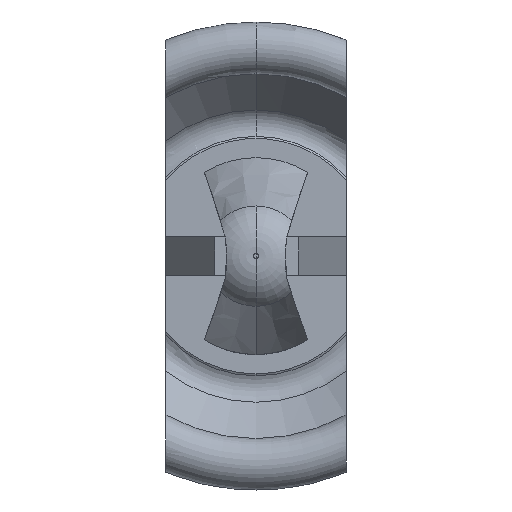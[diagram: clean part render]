
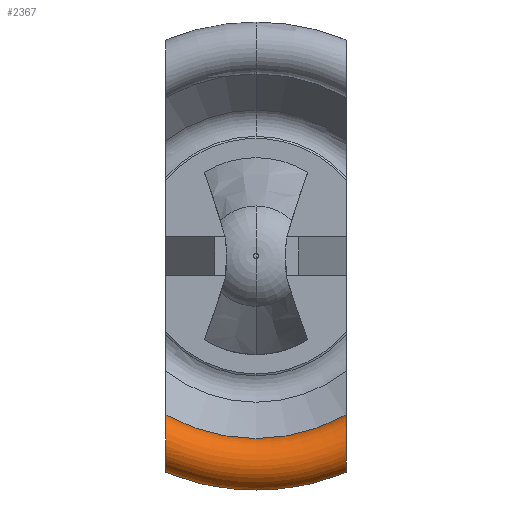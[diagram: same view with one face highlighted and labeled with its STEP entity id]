
A CAD part, left-side view. The second image highlights one B-rep face of the part: STEP entity #2367.
In plain terms, the highlighted toroidal (fillet/blend) face has major radius 6.452 mm and minor radius 0.8 mm.
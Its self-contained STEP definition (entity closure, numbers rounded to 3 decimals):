
#33 = CARTESIAN_POINT ( 'NONE',  ( -373.155, -47.123, -4.937 ) ) ;
#71 = CARTESIAN_POINT ( 'NONE',  ( -373.661, -47.123, -6.248 ) ) ;
#103 = CARTESIAN_POINT ( 'NONE',  ( -373.356, -52.723, -6.569 ) ) ;
#157 = VERTEX_POINT ( 'NONE', #6295 ) ;
#355 = CARTESIAN_POINT ( 'NONE',  ( -372.934, -47.123, -4.91 ) ) ;
#370 = CARTESIAN_POINT ( 'NONE',  ( -372.934, -49.923, 0. ) ) ;
#561 = CARTESIAN_POINT ( 'NONE',  ( -373.736, -47.123, -6.025 ) ) ;
#661 = CARTESIAN_POINT ( 'NONE',  ( -373.355, -47.123, -6.569 ) ) ;
#731 = DIRECTION ( 'NONE',  ( 0., 0., 1. ) ) ;
#739 = CARTESIAN_POINT ( 'NONE',  ( -372.934, -52.723, -6.69 ) ) ;
#1025 = CARTESIAN_POINT ( 'NONE',  ( -373.732, -52.723, -5.581 ) ) ;
#1062 = CARTESIAN_POINT ( 'NONE',  ( -373.655, -47.123, -5.362 ) ) ;
#1067 = CARTESIAN_POINT ( 'NONE',  ( -372.934, -47.123, -6.69 ) ) ;
#1292 = CARTESIAN_POINT ( 'NONE',  ( -372.934, -49.923, 0. ) ) ;
#1344 = CARTESIAN_POINT ( 'NONE',  ( -373.045, -47.123, -6.69 ) ) ;
#1449 = B_SPLINE_CURVE_WITH_KNOTS ( 'NONE', 3,
 ( #1524, #2542, #33, #2045, #5122, #1062, #5089, #561, #71, #4168, #661, #5719, #1344, #3714 ),
 .UNSPECIFIED., .F., .F.,
 ( 4, 2, 2, 2, 2, 2, 4 ),
 ( 0.003, 0.004, 0.004, 0.005, 0.005, 0.006, 0.006 ),
 .UNSPECIFIED. ) ;
#1486 = CIRCLE ( 'NONE', #6237, 5.652 ) ;
#1495 = CARTESIAN_POINT ( 'NONE',  ( -373.156, -52.723, -6.664 ) ) ;
#1497 = DIRECTION ( 'NONE',  ( -1., 0., 0. ) ) ;
#1524 = CARTESIAN_POINT ( 'NONE',  ( -372.934, -47.123, -4.91 ) ) ;
#1550 = EDGE_CURVE ( 'NONE', #6319, #157, #1486, .T. ) ;
#1721 = FACE_OUTER_BOUND ( 'NONE', #5310, .T. ) ;
#1919 = CARTESIAN_POINT ( 'NONE',  ( -373.045, -52.723, -6.69 ) ) ;
#1987 = EDGE_CURVE ( 'NONE', #5903, #157, #6027, .T. ) ;
#2045 = CARTESIAN_POINT ( 'NONE',  ( -373.353, -47.123, -5.036 ) ) ;
#2084 = CARTESIAN_POINT ( 'NONE',  ( -373.44, -52.723, -5.107 ) ) ;
#2119 = EDGE_CURVE ( 'NONE', #6319, #2262, #1449, .T. ) ;
#2121 = CARTESIAN_POINT ( 'NONE',  ( -372.934, -52.723, -4.91 ) ) ;
#2122 = CARTESIAN_POINT ( 'NONE',  ( -372.934, -49.923, 0. ) ) ;
#2251 = ORIENTED_EDGE ( 'NONE', *, *, #1987, .T. ) ;
#2262 = VERTEX_POINT ( 'NONE', #1067 ) ;
#2367 = ADVANCED_FACE ( 'NONE', ( #1721 ), #2888, .T. ) ;
#2451 = DIRECTION ( 'NONE',  ( -1., 0., 0. ) ) ;
#2542 = CARTESIAN_POINT ( 'NONE',  ( -373.044, -47.123, -4.91 ) ) ;
#2862 = DIRECTION ( 'NONE',  ( 0., 0., 1. ) ) ;
#2888 = TOROIDAL_SURFACE ( 'NONE', #5105, 6.452, 0.8 ) ;
#3087 = DIRECTION ( 'NONE',  ( 0., 0., 1. ) ) ;
#3179 = ORIENTED_EDGE ( 'NONE', *, *, #1550, .F. ) ;
#3592 = AXIS2_PLACEMENT_3D ( 'NONE', #2122, #1497, #3087 ) ;
#3714 = CARTESIAN_POINT ( 'NONE',  ( -372.934, -47.123, -6.69 ) ) ;
#4139 = CARTESIAN_POINT ( 'NONE',  ( -373.737, -52.723, -6.022 ) ) ;
#4168 = CARTESIAN_POINT ( 'NONE',  ( -373.444, -47.123, -6.5 ) ) ;
#4497 = EDGE_CURVE ( 'NONE', #2262, #5903, #4644, .T. ) ;
#4533 = CARTESIAN_POINT ( 'NONE',  ( -373.352, -52.723, -5.035 ) ) ;
#4564 = CARTESIAN_POINT ( 'NONE',  ( -373.662, -52.723, -6.247 ) ) ;
#4644 = CIRCLE ( 'NONE', #3592, 7.252 ) ;
#4829 = DIRECTION ( 'NONE',  ( -1., 0., 0. ) ) ;
#4876 = ORIENTED_EDGE ( 'NONE', *, *, #4497, .T. ) ;
#4992 = CARTESIAN_POINT ( 'NONE',  ( -373.156, -52.723, -4.937 ) ) ;
#5019 = CARTESIAN_POINT ( 'NONE',  ( -373.045, -52.723, -4.91 ) ) ;
#5089 = CARTESIAN_POINT ( 'NONE',  ( -373.732, -47.123, -5.584 ) ) ;
#5105 = AXIS2_PLACEMENT_3D ( 'NONE', #1292, #4829, #731 ) ;
#5122 = CARTESIAN_POINT ( 'NONE',  ( -373.441, -47.123, -5.108 ) ) ;
#5310 = EDGE_LOOP ( 'NONE', ( #5838, #4876, #2251, #3179 ) ) ;
#5619 = CARTESIAN_POINT ( 'NONE',  ( -373.653, -52.723, -5.359 ) ) ;
#5719 = CARTESIAN_POINT ( 'NONE',  ( -373.155, -47.123, -6.664 ) ) ;
#5838 = ORIENTED_EDGE ( 'NONE', *, *, #2119, .T. ) ;
#5903 = VERTEX_POINT ( 'NONE', #739 ) ;
#6027 = B_SPLINE_CURVE_WITH_KNOTS ( 'NONE', 3,
 ( #6458, #1919, #1495, #103, #6086, #4564, #4139, #1025, #5619, #2084, #4533, #4992, #5019, #2121 ),
 .UNSPECIFIED., .F., .F.,
 ( 4, 2, 2, 2, 2, 2, 4 ),
 ( 0.005, 0.005, 0.005, 0.006, 0.007, 0.007, 0.007 ),
 .UNSPECIFIED. ) ;
#6086 = CARTESIAN_POINT ( 'NONE',  ( -373.447, -52.723, -6.498 ) ) ;
#6237 = AXIS2_PLACEMENT_3D ( 'NONE', #370, #2451, #2862 ) ;
#6295 = CARTESIAN_POINT ( 'NONE',  ( -372.934, -52.723, -4.91 ) ) ;
#6319 = VERTEX_POINT ( 'NONE', #355 ) ;
#6458 = CARTESIAN_POINT ( 'NONE',  ( -372.934, -52.723, -6.69 ) ) ;
